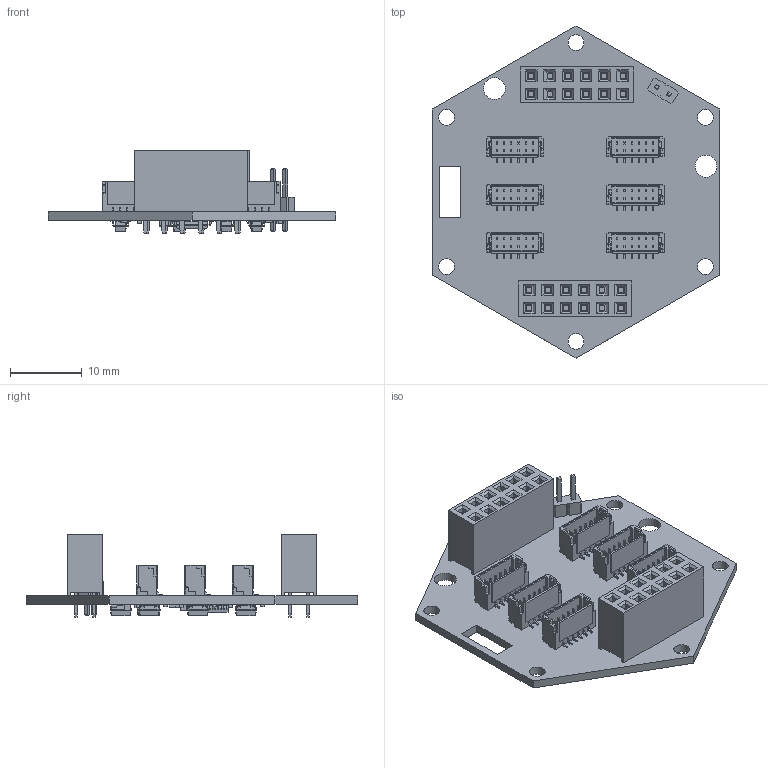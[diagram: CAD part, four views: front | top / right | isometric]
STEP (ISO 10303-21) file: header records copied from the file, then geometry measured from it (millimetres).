
FILE_DESCRIPTION(('FreeCAD Model'),'2;1');
FILE_NAME('Open CASCADE Shape Model','2024-01-23T21:48:58',('Author'),( ''),'Open CASCADE STEP processor 7.5','FreeCAD','Unknown');
FILE_SCHEMA(('AUTOMOTIVE_DESIGN { 1 0 10303 214 1 1 1 1 }'));
Length unit declared in the file: millimetre
Products named in the file (40): CAMERA_ADAPTER; Local_CS_efd9; Board_Geoms_efd9; Pcb_efd9; PCB_Sketch_efd9; Step_Models_efd9; Top_efd9; J3_BM06B-SRSS-TBT(LF)(SN)_7cb9bbb94884; BMxxB-SRSS-TB(LF)(SN)_027; BMxxB-SRSS-TB(LF)(SN)_06; BMxxB-SRSS-TB(LF)(SN)_007; BMxxB-SRSS-TB(LF)(SN)_008; BMxxB-SRSS-TB(LF)(SN)_009; BMxxB-SRSS-TB(LF)(SN)_010; BMxxB-SRSS-TB(LF)(SN)_011; BMxxB-SRSS-TB(LF)(SN)_012; BMxxB-SRSS-TB(LF)(SN)_013; BMxxB-SRSS-TB(LF)(SN)_014; BMxxB-SRSS-TB(LF)(SN)_015; BMxxB-SRSS-TB(LF)(SN)_016; BMxxB-SRSS-TB(LF)(SN)_017; BMxxB-SRSS-TB(LF)(SN)_018; BMxxB-SRSS-TB(LF)(SN)_019; BMxxB-SRSS-TB(LF)(SN)_020; BMxxB-SRSS-TB(LF)(SN)_021; BMxxB-SRSS-TB(LF)(SN)_022; BMxxB-SRSS-TB(LF)(SN)_023; BMxxB-SRSS-TB(LF)(SN)_024; BMxxB-SRSS-TB(LF)(SN)_025; BMxxB-SRSS-TB(LF)(SN)_026; J1_ZL262-12D_P2-54_L15-74_W5_H8-5_6bbc479e31c9; J9_PinHeader_1x02_P200mm_Vertical_a4282987b0e2; Bot_efd9; R10_R_0402_1005Metric_74f1f346494a; D1_LED_0603_1608Metric_ddd619ef1d35; U4_SOT_23_5_20c4610e354d; C9_C_0402_1005Metric_d579c78d45ee; R1_R_0603_1608Metric_368b4ec6add9; U2_TSSOP_16_44x5mm_P065mm_39492d668841; C1_C_0603_1608Metric_cccacc02c318
Assembly tree (68 placements, depth 6):
  CAMERA_ADAPTER
    Local_CS_efd9
    Board_Geoms_efd9
      Pcb_efd9
      PCB_Sketch_efd9
    Step_Models_efd9
      Top_efd9
        J3_BM06B-SRSS-TBT(LF)(SN)_7cb9bbb94884  x6
          BMxxB-SRSS-TB(LF)(SN)_027
            BMxxB-SRSS-TB(LF)(SN)_06
            BMxxB-SRSS-TB(LF)(SN)_007
            BMxxB-SRSS-TB(LF)(SN)_008
            BMxxB-SRSS-TB(LF)(SN)_009
            BMxxB-SRSS-TB(LF)(SN)_010
            BMxxB-SRSS-TB(LF)(SN)_011
            BMxxB-SRSS-TB(LF)(SN)_012
            BMxxB-SRSS-TB(LF)(SN)_013
            BMxxB-SRSS-TB(LF)(SN)_014
            BMxxB-SRSS-TB(LF)(SN)_015
            BMxxB-SRSS-TB(LF)(SN)_016
            BMxxB-SRSS-TB(LF)(SN)_017
            BMxxB-SRSS-TB(LF)(SN)_018
            BMxxB-SRSS-TB(LF)(SN)_019
            BMxxB-SRSS-TB(LF)(SN)_020
            BMxxB-SRSS-TB(LF)(SN)_021
            BMxxB-SRSS-TB(LF)(SN)_022
            BMxxB-SRSS-TB(LF)(SN)_023
            BMxxB-SRSS-TB(LF)(SN)_024
            BMxxB-SRSS-TB(LF)(SN)_025
            BMxxB-SRSS-TB(LF)(SN)_026
        J1_ZL262-12D_P2-54_L15-74_W5_H8-5_6bbc479e31c9  x2
        J9_PinHeader_1x02_P200mm_Vertical_a4282987b0e2
      Bot_efd9
        R10_R_0402_1005Metric_74f1f346494a  x7
        D1_LED_0603_1608Metric_ddd619ef1d35
        U4_SOT_23_5_20c4610e354d  x8
        C9_C_0402_1005Metric_d579c78d45ee  x7
        R1_R_0603_1608Metric_368b4ec6add9  x4
        U2_TSSOP_16_44x5mm_P065mm_39492d668841
        C1_C_0603_1608Metric_cccacc02c318  x2
Bounding box: 40 x 46.19 x 11.5 mm (x, y, z)
Volume: 3122.6 mm3; surface area: 7756.4 mm2
Topology: 160 solids, 166 shells, 4946 faces, 12500 edges, 8076 vertices
Faces by surface type: plane 4079, cylinder 607, bspline 260
Full cylindrical faces by diameter (mm): 0.5 x1, 0.8 x2, 1 x24, 2.2 x6, 3.041 x2
Entity records: 47850 total; most frequent: CARTESIAN_POINT 7556, ORIENTED_EDGE 7090, DIRECTION 6699, EDGE_CURVE 3545, LINE 3125, VECTOR 3125, VERTEX_POINT 2284, AXIS2_PLACEMENT_3D 1787
